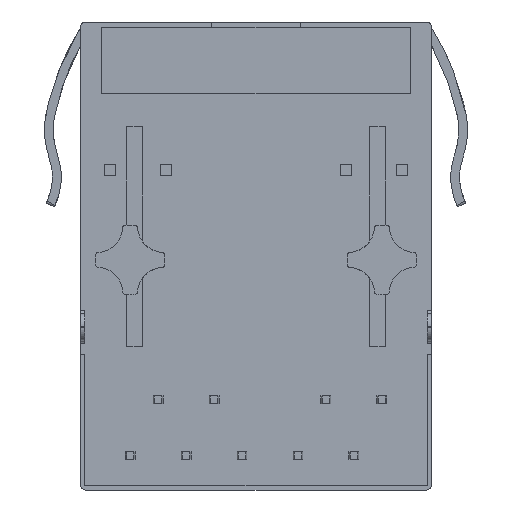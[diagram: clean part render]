
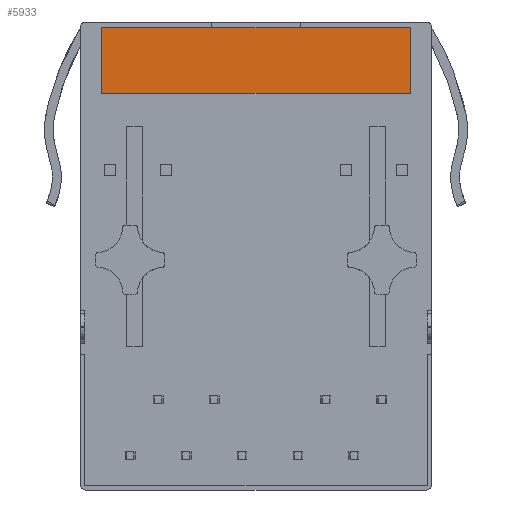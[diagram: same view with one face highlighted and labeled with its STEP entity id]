
A CAD part, front view. The second image highlights one B-rep face of the part: STEP entity #5933.
In plain terms, the highlighted planar face has unit normal (0, -1, 0).
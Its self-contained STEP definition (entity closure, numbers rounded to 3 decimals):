
#24 = EDGE_CURVE ( 'NONE', #53, #17080, #12105, .T. ) ;
#53 = VERTEX_POINT ( 'NONE', #727 ) ;
#70 = LINE ( 'NONE', #21987, #20702 ) ;
#561 = CARTESIAN_POINT ( 'NONE',  ( 16.615, 4., -3.23 ) ) ;
#572 = LINE ( 'NONE', #17079, #21520 ) ;
#727 = CARTESIAN_POINT ( 'NONE',  ( 2.615, 4., -0.23 ) ) ;
#1121 = CARTESIAN_POINT ( 'NONE',  ( 0., 4., 0. ) ) ;
#3342 = ORIENTED_EDGE ( 'NONE', *, *, #7733, .T. ) ;
#4551 = CARTESIAN_POINT ( 'NONE',  ( 2.615, 4., -3.23 ) ) ;
#4756 = VECTOR ( 'NONE', #11697, 1000. ) ;
#5067 = DIRECTION ( 'NONE',  ( 0., -1., 0. ) ) ;
#5933 = ADVANCED_FACE ( 'NONE', ( #21697 ), #21589, .T. ) ;
#7733 = EDGE_CURVE ( 'NONE', #17080, #15020, #70, .T. ) ;
#8538 = CARTESIAN_POINT ( 'NONE',  ( 16.615, 4., -0.23 ) ) ;
#8904 = DIRECTION ( 'NONE',  ( 0., 0., -1. ) ) ;
#9043 = CARTESIAN_POINT ( 'NONE',  ( 16.615, 4., -3.23 ) ) ;
#9062 = DIRECTION ( 'NONE',  ( 1., 0., 0. ) ) ;
#9199 = ORIENTED_EDGE ( 'NONE', *, *, #16357, .T. ) ;
#10204 = VERTEX_POINT ( 'NONE', #8538 ) ;
#10846 = AXIS2_PLACEMENT_3D ( 'NONE', #1121, #5067, #8904 ) ;
#11697 = DIRECTION ( 'NONE',  ( 0., 0., 1. ) ) ;
#11930 = ORIENTED_EDGE ( 'NONE', *, *, #21063, .T. ) ;
#12105 = LINE ( 'NONE', #4551, #21426 ) ;
#12970 = ORIENTED_EDGE ( 'NONE', *, *, #24, .T. ) ;
#13355 = LINE ( 'NONE', #561, #4756 ) ;
#15020 = VERTEX_POINT ( 'NONE', #9043 ) ;
#15067 = EDGE_LOOP ( 'NONE', ( #12970, #3342, #9199, #11930 ) ) ;
#16357 = EDGE_CURVE ( 'NONE', #15020, #10204, #13355, .T. ) ;
#17080 = VERTEX_POINT ( 'NONE', #23247 ) ;
#17079 = CARTESIAN_POINT ( 'NONE',  ( 16.615, 4., -0.23 ) ) ;
#18878 = DIRECTION ( 'NONE',  ( -1., 0., 0. ) ) ;
#20702 = VECTOR ( 'NONE', #9062, 1000. ) ;
#20955 = DIRECTION ( 'NONE',  ( 0., 0., -1. ) ) ;
#21063 = EDGE_CURVE ( 'NONE', #10204, #53, #572, .T. ) ;
#21426 = VECTOR ( 'NONE', #20955, 1000. ) ;
#21520 = VECTOR ( 'NONE', #18878, 1000. ) ;
#21589 = PLANE ( 'NONE',  #10846 ) ;
#21697 = FACE_OUTER_BOUND ( 'NONE', #15067, .T. ) ;
#21987 = CARTESIAN_POINT ( 'NONE',  ( 16.615, 4., -3.23 ) ) ;
#23247 = CARTESIAN_POINT ( 'NONE',  ( 2.615, 4., -3.23 ) ) ;
